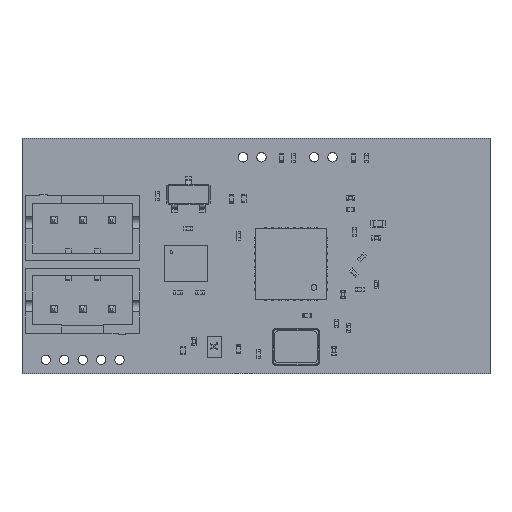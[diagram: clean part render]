
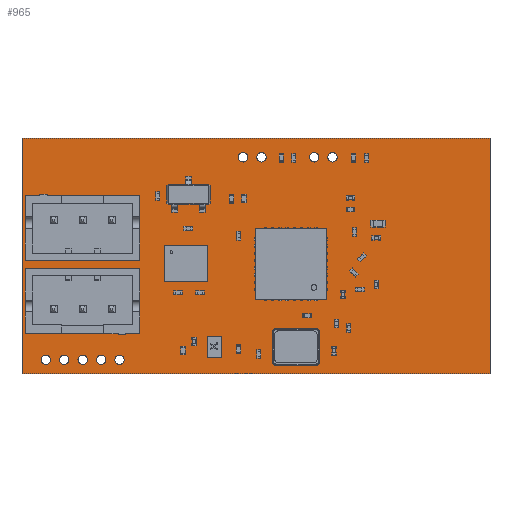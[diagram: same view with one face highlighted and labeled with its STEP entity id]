
A CAD part, top view. The second image highlights one B-rep face of the part: STEP entity #965.
In plain terms, the highlighted planar face has unit normal (0, 0, 1).
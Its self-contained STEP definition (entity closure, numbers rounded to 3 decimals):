
#54 = VERTEX_POINT('',#55);
#55 = CARTESIAN_POINT('',(115.,-104.7,0.));
#72 = VERTEX_POINT('',#73);
#73 = CARTESIAN_POINT('',(115.,-88.5,0.));
#79 = EDGE_CURVE('',#54,#72,#80,.T.);
#80 = LINE('',#81,#82);
#81 = CARTESIAN_POINT('',(115.,-104.7,0.));
#82 = VECTOR('',#83,1.);
#83 = DIRECTION('',(0.,1.,0.));
#103 = VERTEX_POINT('',#104);
#104 = CARTESIAN_POINT('',(147.25,-104.7,0.));
#110 = EDGE_CURVE('',#54,#103,#111,.T.);
#111 = LINE('',#112,#113);
#112 = CARTESIAN_POINT('',(115.,-104.7,0.));
#113 = VECTOR('',#114,1.);
#114 = DIRECTION('',(1.,0.,0.));
#125 = VERTEX_POINT('',#126);
#126 = CARTESIAN_POINT('',(147.25,-88.5,0.));
#141 = EDGE_CURVE('',#125,#72,#142,.T.);
#142 = LINE('',#143,#144);
#143 = CARTESIAN_POINT('',(147.25,-88.5,0.));
#144 = VECTOR('',#145,1.);
#145 = DIRECTION('',(-1.,0.,0.));
#163 = EDGE_CURVE('',#103,#125,#164,.T.);
#164 = LINE('',#165,#166);
#165 = CARTESIAN_POINT('',(147.25,-104.7,0.));
#166 = VECTOR('',#167,1.);
#167 = DIRECTION('',(0.,1.,0.));
#178 = VERTEX_POINT('',#179);
#179 = CARTESIAN_POINT('',(134.62,-98.17,0.));
#195 = EDGE_CURVE('',#178,#178,#196,.T.);
#196 = CIRCLE('',#197,0.1);
#197 = AXIS2_PLACEMENT_3D('',#198,#199,#200);
#198 = CARTESIAN_POINT('',(134.52,-98.17,0.));
#199 = DIRECTION('',(0.,0.,1.));
#200 = DIRECTION('',(1.,0.,-0.));
#211 = VERTEX_POINT('',#212);
#212 = CARTESIAN_POINT('',(134.62,-97.17,0.));
#228 = EDGE_CURVE('',#211,#211,#229,.T.);
#229 = CIRCLE('',#230,0.1);
#230 = AXIS2_PLACEMENT_3D('',#231,#232,#233);
#231 = CARTESIAN_POINT('',(134.52,-97.17,0.));
#232 = DIRECTION('',(0.,0.,1.));
#233 = DIRECTION('',(1.,0.,-0.));
#244 = VERTEX_POINT('',#245);
#245 = CARTESIAN_POINT('',(133.62,-98.17,0.));
#261 = EDGE_CURVE('',#244,#244,#262,.T.);
#262 = CIRCLE('',#263,0.1);
#263 = AXIS2_PLACEMENT_3D('',#264,#265,#266);
#264 = CARTESIAN_POINT('',(133.52,-98.17,0.));
#265 = DIRECTION('',(0.,0.,1.));
#266 = DIRECTION('',(1.,0.,-0.));
#277 = VERTEX_POINT('',#278);
#278 = CARTESIAN_POINT('',(132.62,-98.17,0.));
#294 = EDGE_CURVE('',#277,#277,#295,.T.);
#295 = CIRCLE('',#296,0.1);
#296 = AXIS2_PLACEMENT_3D('',#297,#298,#299);
#297 = CARTESIAN_POINT('',(132.52,-98.17,0.));
#298 = DIRECTION('',(0.,0.,1.));
#299 = DIRECTION('',(1.,0.,-0.));
#310 = VERTEX_POINT('',#311);
#311 = CARTESIAN_POINT('',(133.62,-97.17,0.));
#327 = EDGE_CURVE('',#310,#310,#328,.T.);
#328 = CIRCLE('',#329,0.1);
#329 = AXIS2_PLACEMENT_3D('',#330,#331,#332);
#330 = CARTESIAN_POINT('',(133.52,-97.17,0.));
#331 = DIRECTION('',(0.,0.,1.));
#332 = DIRECTION('',(1.,0.,-0.));
#343 = VERTEX_POINT('',#344);
#344 = CARTESIAN_POINT('',(132.62,-97.17,0.));
#360 = EDGE_CURVE('',#343,#343,#361,.T.);
#361 = CIRCLE('',#362,0.1);
#362 = AXIS2_PLACEMENT_3D('',#363,#364,#365);
#363 = CARTESIAN_POINT('',(132.52,-97.17,0.));
#364 = DIRECTION('',(0.,0.,1.));
#365 = DIRECTION('',(1.,0.,-0.));
#376 = VERTEX_POINT('',#377);
#377 = CARTESIAN_POINT('',(122.045,-103.76,0.));
#393 = EDGE_CURVE('',#376,#376,#394,.T.);
#394 = CIRCLE('',#395,0.325);
#395 = AXIS2_PLACEMENT_3D('',#396,#397,#398);
#396 = CARTESIAN_POINT('',(121.72,-103.76,0.));
#397 = DIRECTION('',(0.,0.,1.));
#398 = DIRECTION('',(1.,0.,-0.));
#409 = VERTEX_POINT('',#410);
#410 = CARTESIAN_POINT('',(120.775,-103.76,0.));
#426 = EDGE_CURVE('',#409,#409,#427,.T.);
#427 = CIRCLE('',#428,0.325);
#428 = AXIS2_PLACEMENT_3D('',#429,#430,#431);
#429 = CARTESIAN_POINT('',(120.45,-103.76,0.));
#430 = DIRECTION('',(0.,0.,1.));
#431 = DIRECTION('',(1.,0.,-0.));
#442 = VERTEX_POINT('',#443);
#443 = CARTESIAN_POINT('',(119.505,-103.76,0.));
#459 = EDGE_CURVE('',#442,#442,#460,.T.);
#460 = CIRCLE('',#461,0.325);
#461 = AXIS2_PLACEMENT_3D('',#462,#463,#464);
#462 = CARTESIAN_POINT('',(119.18,-103.76,0.));
#463 = DIRECTION('',(0.,0.,1.));
#464 = DIRECTION('',(1.,0.,-0.));
#475 = VERTEX_POINT('',#476);
#476 = CARTESIAN_POINT('',(118.235,-103.76,0.));
#492 = EDGE_CURVE('',#475,#475,#493,.T.);
#493 = CIRCLE('',#494,0.325);
#494 = AXIS2_PLACEMENT_3D('',#495,#496,#497);
#495 = CARTESIAN_POINT('',(117.91,-103.76,0.));
#496 = DIRECTION('',(0.,0.,1.));
#497 = DIRECTION('',(1.,0.,-0.));
#508 = VERTEX_POINT('',#509);
#509 = CARTESIAN_POINT('',(116.965,-103.76,0.));
#525 = EDGE_CURVE('',#508,#508,#526,.T.);
#526 = CIRCLE('',#527,0.325);
#527 = AXIS2_PLACEMENT_3D('',#528,#529,#530);
#528 = CARTESIAN_POINT('',(116.64,-103.76,0.));
#529 = DIRECTION('',(0.,0.,1.));
#530 = DIRECTION('',(1.,0.,-0.));
#541 = VERTEX_POINT('',#542);
#542 = CARTESIAN_POINT('',(121.555,-100.26,0.));
#558 = EDGE_CURVE('',#541,#541,#559,.T.);
#559 = CIRCLE('',#560,0.375);
#560 = AXIS2_PLACEMENT_3D('',#561,#562,#563);
#561 = CARTESIAN_POINT('',(121.18,-100.26,0.));
#562 = DIRECTION('',(0.,0.,1.));
#563 = DIRECTION('',(1.,0.,-0.));
#574 = VERTEX_POINT('',#575);
#575 = CARTESIAN_POINT('',(119.555,-100.26,0.));
#591 = EDGE_CURVE('',#574,#574,#592,.T.);
#592 = CIRCLE('',#593,0.375);
#593 = AXIS2_PLACEMENT_3D('',#594,#595,#596);
#594 = CARTESIAN_POINT('',(119.18,-100.26,0.));
#595 = DIRECTION('',(0.,0.,1.));
#596 = DIRECTION('',(1.,0.,-0.));
#607 = VERTEX_POINT('',#608);
#608 = CARTESIAN_POINT('',(117.555,-100.26,0.));
#624 = EDGE_CURVE('',#607,#607,#625,.T.);
#625 = CIRCLE('',#626,0.375);
#626 = AXIS2_PLACEMENT_3D('',#627,#628,#629);
#627 = CARTESIAN_POINT('',(117.18,-100.26,0.));
#628 = DIRECTION('',(0.,0.,1.));
#629 = DIRECTION('',(1.,0.,-0.));
#640 = VERTEX_POINT('',#641);
#641 = CARTESIAN_POINT('',(134.62,-96.17,0.));
#657 = EDGE_CURVE('',#640,#640,#658,.T.);
#658 = CIRCLE('',#659,0.1);
#659 = AXIS2_PLACEMENT_3D('',#660,#661,#662);
#660 = CARTESIAN_POINT('',(134.52,-96.17,0.));
#661 = DIRECTION('',(0.,0.,1.));
#662 = DIRECTION('',(1.,0.,-0.));
#673 = VERTEX_POINT('',#674);
#674 = CARTESIAN_POINT('',(133.62,-96.17,0.));
#690 = EDGE_CURVE('',#673,#673,#691,.T.);
#691 = CIRCLE('',#692,0.1);
#692 = AXIS2_PLACEMENT_3D('',#693,#694,#695);
#693 = CARTESIAN_POINT('',(133.52,-96.17,0.));
#694 = DIRECTION('',(0.,0.,1.));
#695 = DIRECTION('',(1.,0.,-0.));
#706 = VERTEX_POINT('',#707);
#707 = CARTESIAN_POINT('',(132.62,-96.17,0.));
#723 = EDGE_CURVE('',#706,#706,#724,.T.);
#724 = CIRCLE('',#725,0.1);
#725 = AXIS2_PLACEMENT_3D('',#726,#727,#728);
#726 = CARTESIAN_POINT('',(132.52,-96.17,0.));
#727 = DIRECTION('',(0.,0.,1.));
#728 = DIRECTION('',(1.,0.,-0.));
#739 = VERTEX_POINT('',#740);
#740 = CARTESIAN_POINT('',(136.725,-89.8,0.));
#756 = EDGE_CURVE('',#739,#739,#757,.T.);
#757 = CIRCLE('',#758,0.325);
#758 = AXIS2_PLACEMENT_3D('',#759,#760,#761);
#759 = CARTESIAN_POINT('',(136.4,-89.8,0.));
#760 = DIRECTION('',(0.,0.,1.));
#761 = DIRECTION('',(1.,0.,-0.));
#772 = VERTEX_POINT('',#773);
#773 = CARTESIAN_POINT('',(135.455,-89.8,0.));
#789 = EDGE_CURVE('',#772,#772,#790,.T.);
#790 = CIRCLE('',#791,0.325);
#791 = AXIS2_PLACEMENT_3D('',#792,#793,#794);
#792 = CARTESIAN_POINT('',(135.13,-89.8,0.));
#793 = DIRECTION('',(0.,0.,1.));
#794 = DIRECTION('',(1.,0.,-0.));
#805 = VERTEX_POINT('',#806);
#806 = CARTESIAN_POINT('',(131.825,-89.8,0.));
#822 = EDGE_CURVE('',#805,#805,#823,.T.);
#823 = CIRCLE('',#824,0.325);
#824 = AXIS2_PLACEMENT_3D('',#825,#826,#827);
#825 = CARTESIAN_POINT('',(131.5,-89.8,0.));
#826 = DIRECTION('',(0.,0.,1.));
#827 = DIRECTION('',(1.,0.,-0.));
#838 = VERTEX_POINT('',#839);
#839 = CARTESIAN_POINT('',(130.555,-89.8,0.));
#855 = EDGE_CURVE('',#838,#838,#856,.T.);
#856 = CIRCLE('',#857,0.325);
#857 = AXIS2_PLACEMENT_3D('',#858,#859,#860);
#858 = CARTESIAN_POINT('',(130.23,-89.8,0.));
#859 = DIRECTION('',(0.,0.,1.));
#860 = DIRECTION('',(1.,0.,-0.));
#871 = VERTEX_POINT('',#872);
#872 = CARTESIAN_POINT('',(121.555,-94.12,0.));
#888 = EDGE_CURVE('',#871,#871,#889,.T.);
#889 = CIRCLE('',#890,0.375);
#890 = AXIS2_PLACEMENT_3D('',#891,#892,#893);
#891 = CARTESIAN_POINT('',(121.18,-94.12,0.));
#892 = DIRECTION('',(0.,0.,1.));
#893 = DIRECTION('',(1.,0.,-0.));
#904 = VERTEX_POINT('',#905);
#905 = CARTESIAN_POINT('',(119.555,-94.12,0.));
#921 = EDGE_CURVE('',#904,#904,#922,.T.);
#922 = CIRCLE('',#923,0.375);
#923 = AXIS2_PLACEMENT_3D('',#924,#925,#926);
#924 = CARTESIAN_POINT('',(119.18,-94.12,0.));
#925 = DIRECTION('',(0.,0.,1.));
#926 = DIRECTION('',(1.,0.,-0.));
#937 = VERTEX_POINT('',#938);
#938 = CARTESIAN_POINT('',(117.555,-94.12,0.));
#954 = EDGE_CURVE('',#937,#937,#955,.T.);
#955 = CIRCLE('',#956,0.375);
#956 = AXIS2_PLACEMENT_3D('',#957,#958,#959);
#957 = CARTESIAN_POINT('',(117.18,-94.12,0.));
#958 = DIRECTION('',(0.,0.,1.));
#959 = DIRECTION('',(1.,0.,-0.));
#965 = ADVANCED_FACE('',(#966,#972,#975,#978,#981,#984,#987,#990,#993,
    #996,#999,#1002,#1005,#1008,#1011,#1014,#1017,#1020,#1023,#1026,
    #1029,#1032,#1035,#1038,#1041),#1044,.F.);
#966 = FACE_BOUND('',#967,.F.);
#967 = EDGE_LOOP('',(#968,#969,#970,#971));
#968 = ORIENTED_EDGE('',*,*,#79,.T.);
#969 = ORIENTED_EDGE('',*,*,#141,.F.);
#970 = ORIENTED_EDGE('',*,*,#163,.F.);
#971 = ORIENTED_EDGE('',*,*,#110,.F.);
#972 = FACE_BOUND('',#973,.F.);
#973 = EDGE_LOOP('',(#974));
#974 = ORIENTED_EDGE('',*,*,#195,.T.);
#975 = FACE_BOUND('',#976,.F.);
#976 = EDGE_LOOP('',(#977));
#977 = ORIENTED_EDGE('',*,*,#228,.T.);
#978 = FACE_BOUND('',#979,.F.);
#979 = EDGE_LOOP('',(#980));
#980 = ORIENTED_EDGE('',*,*,#261,.T.);
#981 = FACE_BOUND('',#982,.F.);
#982 = EDGE_LOOP('',(#983));
#983 = ORIENTED_EDGE('',*,*,#294,.T.);
#984 = FACE_BOUND('',#985,.F.);
#985 = EDGE_LOOP('',(#986));
#986 = ORIENTED_EDGE('',*,*,#327,.T.);
#987 = FACE_BOUND('',#988,.F.);
#988 = EDGE_LOOP('',(#989));
#989 = ORIENTED_EDGE('',*,*,#360,.T.);
#990 = FACE_BOUND('',#991,.F.);
#991 = EDGE_LOOP('',(#992));
#992 = ORIENTED_EDGE('',*,*,#393,.T.);
#993 = FACE_BOUND('',#994,.F.);
#994 = EDGE_LOOP('',(#995));
#995 = ORIENTED_EDGE('',*,*,#426,.T.);
#996 = FACE_BOUND('',#997,.F.);
#997 = EDGE_LOOP('',(#998));
#998 = ORIENTED_EDGE('',*,*,#459,.T.);
#999 = FACE_BOUND('',#1000,.F.);
#1000 = EDGE_LOOP('',(#1001));
#1001 = ORIENTED_EDGE('',*,*,#492,.T.);
#1002 = FACE_BOUND('',#1003,.F.);
#1003 = EDGE_LOOP('',(#1004));
#1004 = ORIENTED_EDGE('',*,*,#525,.T.);
#1005 = FACE_BOUND('',#1006,.F.);
#1006 = EDGE_LOOP('',(#1007));
#1007 = ORIENTED_EDGE('',*,*,#558,.T.);
#1008 = FACE_BOUND('',#1009,.F.);
#1009 = EDGE_LOOP('',(#1010));
#1010 = ORIENTED_EDGE('',*,*,#591,.T.);
#1011 = FACE_BOUND('',#1012,.F.);
#1012 = EDGE_LOOP('',(#1013));
#1013 = ORIENTED_EDGE('',*,*,#624,.T.);
#1014 = FACE_BOUND('',#1015,.F.);
#1015 = EDGE_LOOP('',(#1016));
#1016 = ORIENTED_EDGE('',*,*,#657,.T.);
#1017 = FACE_BOUND('',#1018,.F.);
#1018 = EDGE_LOOP('',(#1019));
#1019 = ORIENTED_EDGE('',*,*,#690,.T.);
#1020 = FACE_BOUND('',#1021,.F.);
#1021 = EDGE_LOOP('',(#1022));
#1022 = ORIENTED_EDGE('',*,*,#723,.T.);
#1023 = FACE_BOUND('',#1024,.F.);
#1024 = EDGE_LOOP('',(#1025));
#1025 = ORIENTED_EDGE('',*,*,#756,.T.);
#1026 = FACE_BOUND('',#1027,.F.);
#1027 = EDGE_LOOP('',(#1028));
#1028 = ORIENTED_EDGE('',*,*,#789,.T.);
#1029 = FACE_BOUND('',#1030,.F.);
#1030 = EDGE_LOOP('',(#1031));
#1031 = ORIENTED_EDGE('',*,*,#822,.T.);
#1032 = FACE_BOUND('',#1033,.F.);
#1033 = EDGE_LOOP('',(#1034));
#1034 = ORIENTED_EDGE('',*,*,#855,.T.);
#1035 = FACE_BOUND('',#1036,.F.);
#1036 = EDGE_LOOP('',(#1037));
#1037 = ORIENTED_EDGE('',*,*,#888,.T.);
#1038 = FACE_BOUND('',#1039,.F.);
#1039 = EDGE_LOOP('',(#1040));
#1040 = ORIENTED_EDGE('',*,*,#921,.T.);
#1041 = FACE_BOUND('',#1042,.F.);
#1042 = EDGE_LOOP('',(#1043));
#1043 = ORIENTED_EDGE('',*,*,#954,.T.);
#1044 = PLANE('',#1045);
#1045 = AXIS2_PLACEMENT_3D('',#1046,#1047,#1048);
#1046 = CARTESIAN_POINT('',(131.125,-96.6,0.));
#1047 = DIRECTION('',(-0.,-0.,-1.));
#1048 = DIRECTION('',(-1.,0.,0.));
